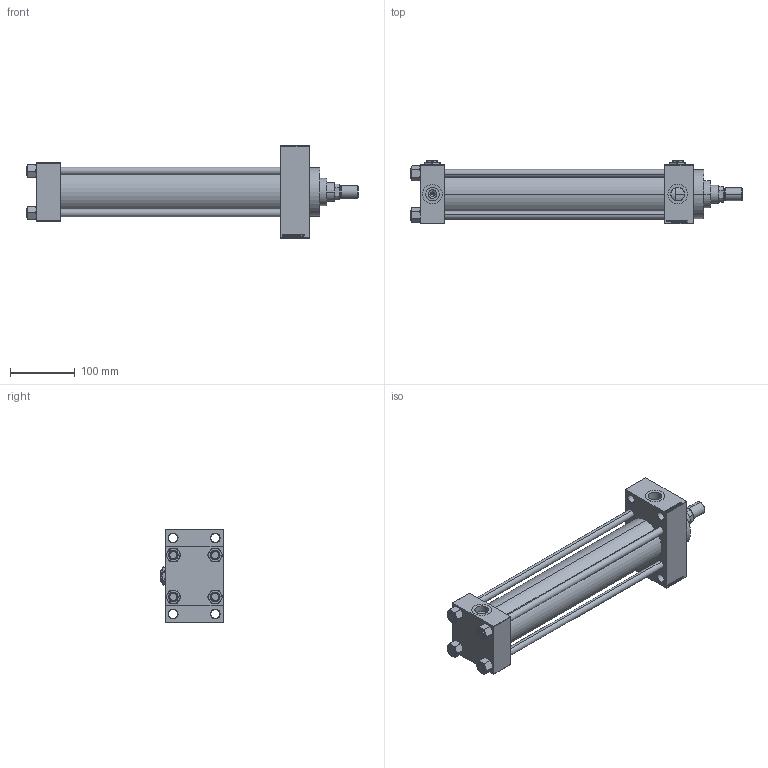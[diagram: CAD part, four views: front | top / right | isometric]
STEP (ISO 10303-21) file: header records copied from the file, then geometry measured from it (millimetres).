
FILE_DESCRIPTION (( 'STEP AP203' ), '1' );
FILE_NAME ('197d.STEP', '2022-04-16T11:47:51', ( '' ), ( '' ), 'SwSTEP 2.0', 'SolidWorks 2019', '' );
FILE_SCHEMA (( 'CONFIG_CONTROL_DESIGN' ));
Length unit declared in the file: millimetre
Products named in the file (8): 197d; ROD_END_AH 6bd055c5e9eff43d1e8b3fec7b2d4217; NUT_M5_D 6bd055c5e9eff43d1e8b3fec7b2d4217; V215_VC_A 6bd055c5e9eff43d1e8b3fec7b2d4217; Zatka_pro_OIL_PORT 6bd055c5e9eff43d1e8b3fec7b2d4217; V215CR_VCP_D 6bd055c5e9eff43d1e8b3fec7b2d4217; V215CR_D_TYCINKA 6bd055c5e9eff43d1e8b3fec7b2d4217; V215CR_D_Body 6bd055c5e9eff43d1e8b3fec7b2d4217
Assembly tree (14 placements, depth 2):
  197d
    V215CR_D_Body 6bd055c5e9eff43d1e8b3fec7b2d4217
    V215CR_VCP_D 6bd055c5e9eff43d1e8b3fec7b2d4217
    NUT_M5_D 6bd055c5e9eff43d1e8b3fec7b2d4217  x4
    V215CR_D_TYCINKA 6bd055c5e9eff43d1e8b3fec7b2d4217  x4
    V215_VC_A 6bd055c5e9eff43d1e8b3fec7b2d4217
    ROD_END_AH 6bd055c5e9eff43d1e8b3fec7b2d4217
    Zatka_pro_OIL_PORT 6bd055c5e9eff43d1e8b3fec7b2d4217  x2
Bounding box: 511 x 97 x 142 mm (x, y, z)
Volume: 1572322.2 mm3; surface area: 390257.3 mm2
Topology: 14 solids, 14 shells, 1226 faces, 3028 edges, 1950 vertices
Faces by surface type: plane 551, bspline 368, cone 190, cylinder 107, torus 10
Entity records: 49970 total; most frequent: CARTESIAN_POINT 25820, ORIENTED_EDGE 5356, DIRECTION 3562, EDGE_CURVE 2678, VERTEX_POINT 1748, VECTOR 1566, LINE 1566, EDGE_LOOP 1206
